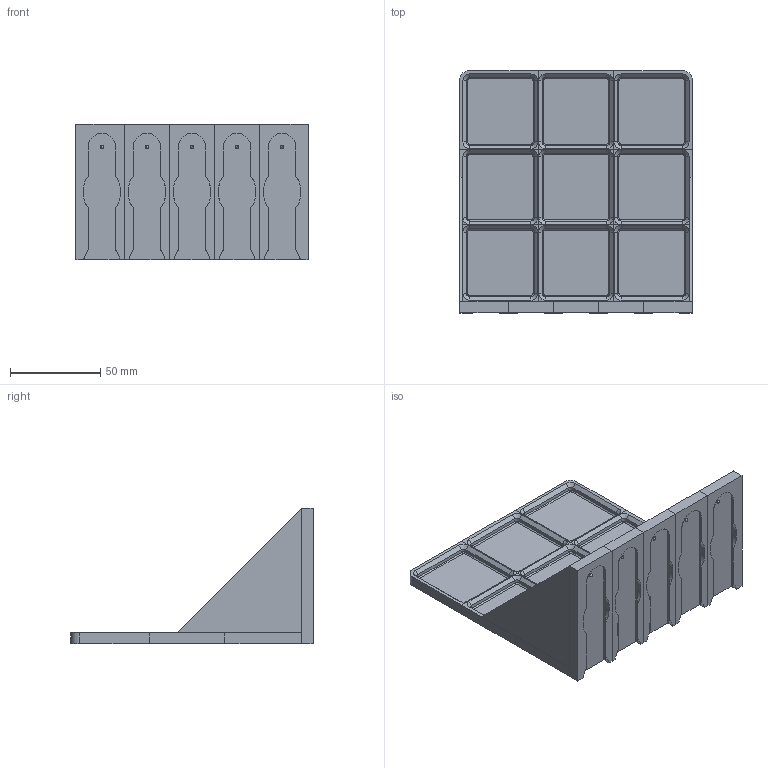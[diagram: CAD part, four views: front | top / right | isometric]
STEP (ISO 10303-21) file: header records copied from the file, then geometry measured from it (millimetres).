
FILE_DESCRIPTION(('HOOPS Exchange Step'),'2;1');
FILE_NAME('temp_export','2024-07-24T20:21:14+02:00',('ddanier'),('Shapr3D Limited'),'HOOPS Exchange 2024.2','Shapr3D','Authorized');
FILE_SCHEMA( ('AUTOMOTIVE_DESIGN { 1 0 10303 214 1 1 1 1 }') );
Length unit declared in the file: millimetre
Products named in the file (1): Gridfinity 3x3 shelve
Bounding box: 129 x 134.5 x 75 mm (x, y, z)
Volume: 82609.9 mm3; surface area: 87409.3 mm2
Topology: 16 solids, 16 shells, 426 faces, 986 edges, 601 vertices
Faces by surface type: plane 266, cone 82, cylinder 68, bspline 10
Entity records: 12095 total; most frequent: CARTESIAN_POINT 2464, DIRECTION 1968, ORIENTED_EDGE 1962, EDGE_CURVE 981, VECTOR 738, LINE 738, AXIS2_PLACEMENT_3D 615, VERTEX_POINT 601
